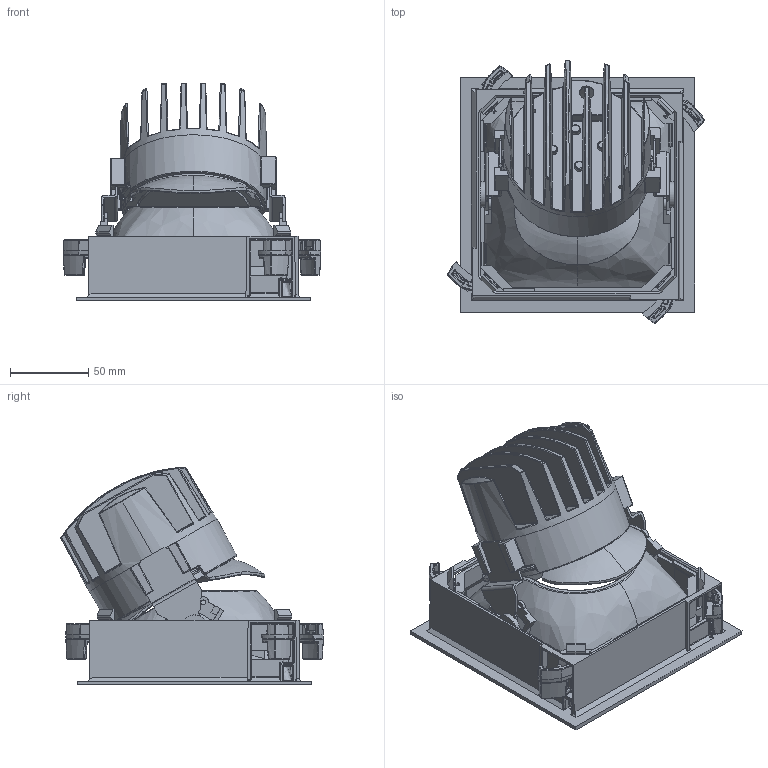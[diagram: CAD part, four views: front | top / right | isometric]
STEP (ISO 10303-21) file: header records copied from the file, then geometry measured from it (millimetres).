
FILE_DESCRIPTION(/* description */ (''),/* implementation_level */ '2;1');
FILE_NAME(/* name */ 'M263025_EVRYTHING 150 SQAURE ADJ',/* time_stamp */ '2018-03-06T19:31:14+01:00',/* author */ (''),/* organization */ (''),/* preprocessor_version */ 'ST-DEVELOPER v15',/* originating_system */ '',/* authorisation */ '');
FILE_SCHEMA (('CONFIG_CONTROL_DESIGN'));
Products named in the file (3): Document; Blocco 07; Blocco 08
Assembly tree (2 placements, depth 2):
  Document
    Blocco 07
    Blocco 08
Bounding box: 164.42 x 167.84 x 139.26 mm (x, y, z)
Volume: 123582 mm3; surface area: 271484 mm2
Topology: 10 solids, 29 shells, 2828 faces, 7375 edges, 4225 vertices
Faces by surface type: bspline 2042, plane 786
Entity records: 252878 total; most frequent: CARTESIAN_POINT 213156, ORIENTED_EDGE 14053, EDGE_CURVE 7119, VERTEX_POINT 4230, B_SPLINE_CURVE_WITH_KNOTS 3013, EDGE_LOOP 2887, ADVANCED_FACE 2814, FACE_OUTER_BOUND 2814
